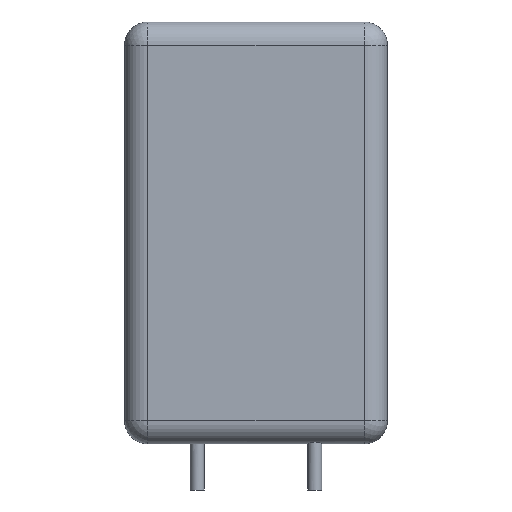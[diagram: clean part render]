
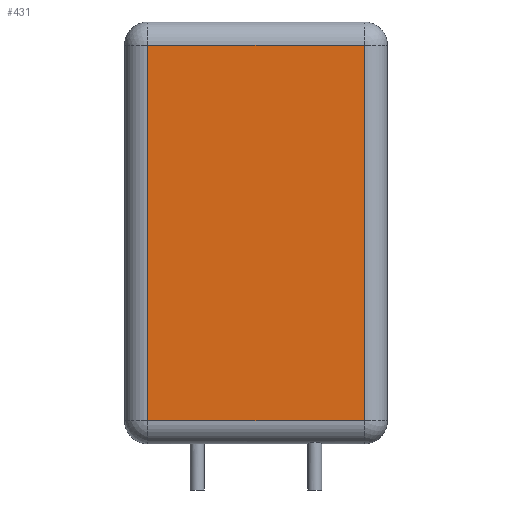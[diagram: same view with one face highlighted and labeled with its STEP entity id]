
A CAD part, front view. The second image highlights one B-rep face of the part: STEP entity #431.
In plain terms, the highlighted planar face has unit normal (0, -1, 0).
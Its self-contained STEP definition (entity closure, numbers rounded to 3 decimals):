
#21=PLANE('',#499);
#37=LINE('',#717,#65);
#42=LINE('',#753,#70);
#44=LINE('',#761,#72);
#46=LINE('',#764,#74);
#65=VECTOR('',#583,10.);
#70=VECTOR('',#600,10.);
#72=VECTOR('',#604,10.);
#74=VECTOR('',#608,10.);
#123=FACE_OUTER_BOUND('',#153,.T.);
#153=EDGE_LOOP('',(#367,#368,#369,#370));
#199=VERTEX_POINT('',#681);
#205=VERTEX_POINT('',#698);
#208=VERTEX_POINT('',#708);
#211=VERTEX_POINT('',#721);
#248=EDGE_CURVE('',#199,#208,#37,.T.);
#257=EDGE_CURVE('',#208,#211,#42,.T.);
#260=EDGE_CURVE('',#211,#205,#44,.T.);
#262=EDGE_CURVE('',#205,#199,#46,.T.);
#367=ORIENTED_EDGE('',*,*,#248,.F.);
#368=ORIENTED_EDGE('',*,*,#262,.F.);
#369=ORIENTED_EDGE('',*,*,#260,.F.);
#370=ORIENTED_EDGE('',*,*,#257,.F.);
#431=ADVANCED_FACE('',(#123),#21,.T.);
#499=AXIS2_PLACEMENT_3D('',#808,#631,#632);
#583=DIRECTION('',(0.,0.,-1.));
#600=DIRECTION('',(-1.,0.,0.));
#604=DIRECTION('',(0.,0.,1.));
#608=DIRECTION('',(1.,0.,0.));
#631=DIRECTION('center_axis',(0.,-1.,0.));
#632=DIRECTION('ref_axis',(0.,0.,-1.));
#681=CARTESIAN_POINT('',(10.4,-1.5,17.3));
#698=CARTESIAN_POINT('',(1.,-1.5,17.3));
#708=CARTESIAN_POINT('',(10.4,-1.5,1.));
#717=CARTESIAN_POINT('',(10.4,-1.5,13.725));
#721=CARTESIAN_POINT('',(1.,-1.5,1.));
#753=CARTESIAN_POINT('',(8.55,-1.5,1.));
#761=CARTESIAN_POINT('',(1.,-1.5,4.575));
#764=CARTESIAN_POINT('',(2.85,-1.5,17.3));
#808=CARTESIAN_POINT('Origin',(5.7,-1.5,9.15));
